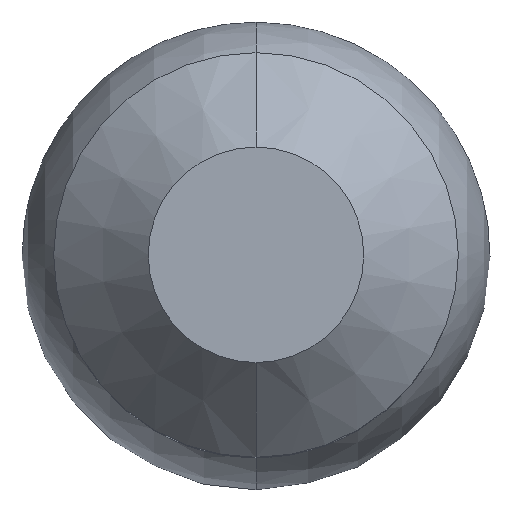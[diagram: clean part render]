
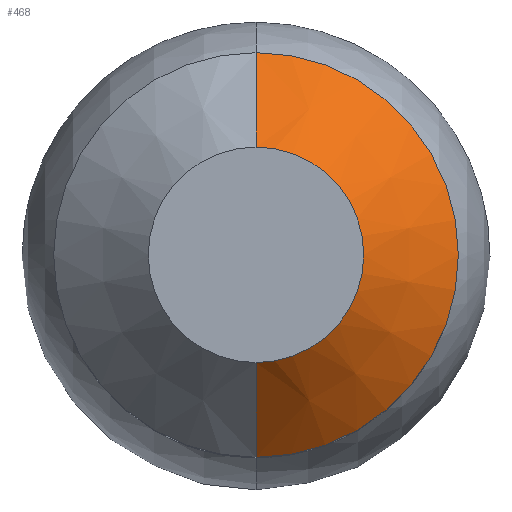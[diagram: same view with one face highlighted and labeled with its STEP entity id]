
A CAD part, top view. The second image highlights one B-rep face of the part: STEP entity #468.
In plain terms, the highlighted conical face has half-angle 45 degrees and reference radius 5.436 mm.
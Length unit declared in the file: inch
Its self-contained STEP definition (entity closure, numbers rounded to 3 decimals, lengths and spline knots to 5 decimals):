
#5 = AXIS2_PLACEMENT_3D ( 'NONE', #109, #711, #424 ) ;
#21 = DIRECTION ( 'NONE',  ( 0., 0., -1. ) ) ;
#25 = EDGE_CURVE ( 'NONE', #323, #348, #33, .T. ) ;
#33 = CIRCLE ( 'NONE', #49, 0.114 ) ;
#49 = AXIS2_PLACEMENT_3D ( 'NONE', #536, #603, #540 ) ;
#66 = CARTESIAN_POINT ( 'NONE',  ( 0., -0.114, 0. ) ) ;
#70 = VECTOR ( 'NONE', #219, 39.37008 ) ;
#109 = CARTESIAN_POINT ( 'NONE',  ( 0., 0., -0.1 ) ) ;
#118 = FACE_OUTER_BOUND ( 'NONE', #342, .T. ) ;
#135 = LINE ( 'NONE', #490, #376 ) ;
#150 = CONICAL_SURFACE ( 'NONE', #5, 0.214, 0.785 ) ;
#151 = ORIENTED_EDGE ( 'NONE', *, *, #25, .F. ) ;
#161 = VERTEX_POINT ( 'NONE', #287 ) ;
#219 = DIRECTION ( 'NONE',  ( 0., -0.707, -0.707 ) ) ;
#227 = CARTESIAN_POINT ( 'NONE',  ( 0., 0.214, -0.1 ) ) ;
#240 = CIRCLE ( 'NONE', #408, 0.214 ) ;
#287 = CARTESIAN_POINT ( 'NONE',  ( 0., -0.214, -0.1 ) ) ;
#319 = CARTESIAN_POINT ( 'NONE',  ( 0., 0., -0.1 ) ) ;
#323 = VERTEX_POINT ( 'NONE', #66 ) ;
#342 = EDGE_LOOP ( 'NONE', ( #151, #466, #352, #719 ) ) ;
#348 = VERTEX_POINT ( 'NONE', #730 ) ;
#352 = ORIENTED_EDGE ( 'NONE', *, *, #638, .F. ) ;
#376 = VECTOR ( 'NONE', #379, 39.37008 ) ;
#379 = DIRECTION ( 'NONE',  ( 0., 0.707, -0.707 ) ) ;
#408 = AXIS2_PLACEMENT_3D ( 'NONE', #319, #21, #674 ) ;
#424 = DIRECTION ( 'NONE',  ( 0., 1., 0. ) ) ;
#466 = ORIENTED_EDGE ( 'NONE', *, *, #496, .T. ) ;
#468 = ADVANCED_FACE ( 'NONE', ( #118 ), #150, .T. ) ;
#473 = CARTESIAN_POINT ( 'NONE',  ( 0., -0.214, -0.1 ) ) ;
#490 = CARTESIAN_POINT ( 'NONE',  ( 0., 0.214, -0.1 ) ) ;
#496 = EDGE_CURVE ( 'NONE', #323, #161, #602, .T. ) ;
#510 = VERTEX_POINT ( 'NONE', #227 ) ;
#536 = CARTESIAN_POINT ( 'NONE',  ( 0., 0., 0. ) ) ;
#540 = DIRECTION ( 'NONE',  ( 0., -1., 0. ) ) ;
#597 = EDGE_CURVE ( 'NONE', #348, #510, #135, .T. ) ;
#602 = LINE ( 'NONE', #473, #70 ) ;
#603 = DIRECTION ( 'NONE',  ( 0., 0., 1. ) ) ;
#638 = EDGE_CURVE ( 'NONE', #510, #161, #240, .T. ) ;
#674 = DIRECTION ( 'NONE',  ( 0., -1., 0. ) ) ;
#711 = DIRECTION ( 'NONE',  ( 0., 0., -1. ) ) ;
#719 = ORIENTED_EDGE ( 'NONE', *, *, #597, .F. ) ;
#730 = CARTESIAN_POINT ( 'NONE',  ( 0., 0.114, 0. ) ) ;
